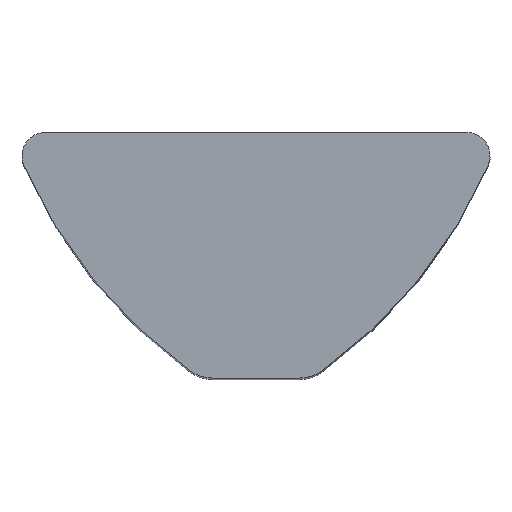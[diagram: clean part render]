
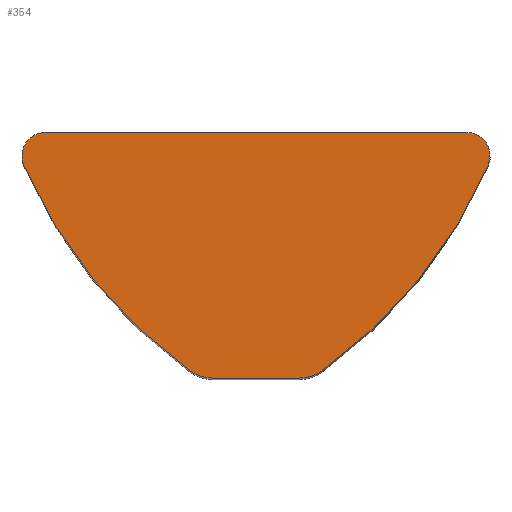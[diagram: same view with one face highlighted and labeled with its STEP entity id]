
A CAD part, top view. The second image highlights one B-rep face of the part: STEP entity #354.
In plain terms, the highlighted planar face has unit normal (0, 0, 1).
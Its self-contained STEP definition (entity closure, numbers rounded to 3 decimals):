
#1 = CARTESIAN_POINT ( 'NONE',  ( -3.828, 2.83, 15. ) ) ;
#4 = EDGE_CURVE ( 'NONE', #306, #265, #185, .T. ) ;
#14 = DIRECTION ( 'NONE',  ( -1., 0., 0. ) ) ;
#16 = PLANE ( 'NONE',  #340 ) ;
#27 = CARTESIAN_POINT ( 'NONE',  ( 3.828, 2.83, 15. ) ) ;
#32 = EDGE_CURVE ( 'NONE', #195, #306, #128, .T. ) ;
#33 = VERTEX_POINT ( 'NONE', #172 ) ;
#35 = DIRECTION ( 'NONE',  ( 0., 0., 1. ) ) ;
#55 = ORIENTED_EDGE ( 'NONE', *, *, #99, .T. ) ;
#56 = CARTESIAN_POINT ( 'NONE',  ( -3.6, -0.4, 15. ) ) ;
#57 = DIRECTION ( 'NONE',  ( 1., 0., 0. ) ) ;
#68 = CARTESIAN_POINT ( 'NONE',  ( 0.73, -4.2, 15. ) ) ;
#72 = AXIS2_PLACEMENT_3D ( 'NONE', #27, #166, #326 ) ;
#79 = CIRCLE ( 'NONE', #257, 0.7 ) ;
#88 = VERTEX_POINT ( 'NONE', #68 ) ;
#90 = DIRECTION ( 'NONE',  ( 1., 0., 0. ) ) ;
#99 = EDGE_CURVE ( 'NONE', #33, #202, #315, .T. ) ;
#103 = VECTOR ( 'NONE', #144, 1000. ) ;
#120 = CARTESIAN_POINT ( 'NONE',  ( 3.6, 0., 15. ) ) ;
#122 = ORIENTED_EDGE ( 'NONE', *, *, #332, .T. ) ;
#123 = CARTESIAN_POINT ( 'NONE',  ( -3.967, -0.559, 15. ) ) ;
#128 = LINE ( 'NONE', #163, #103 ) ;
#134 = DIRECTION ( 'NONE',  ( -1., 0., 0. ) ) ;
#143 = VERTEX_POINT ( 'NONE', #123 ) ;
#144 = DIRECTION ( 'NONE',  ( -1., 0., 0. ) ) ;
#146 = AXIS2_PLACEMENT_3D ( 'NONE', #222, #173, #164 ) ;
#152 = CARTESIAN_POINT ( 'NONE',  ( 0.95, -4.2, 15. ) ) ;
#155 = ORIENTED_EDGE ( 'NONE', *, *, #32, .T. ) ;
#156 = DIRECTION ( 'NONE',  ( 0., 0., 1. ) ) ;
#158 = CARTESIAN_POINT ( 'NONE',  ( -0.73, -3.5, 15. ) ) ;
#160 = FACE_OUTER_BOUND ( 'NONE', #379, .T. ) ;
#162 = AXIS2_PLACEMENT_3D ( 'NONE', #371, #35, #14 ) ;
#163 = CARTESIAN_POINT ( 'NONE',  ( -3.6, 0., 15. ) ) ;
#164 = DIRECTION ( 'NONE',  ( 1., 0., 0. ) ) ;
#165 = VERTEX_POINT ( 'NONE', #362 ) ;
#166 = DIRECTION ( 'NONE',  ( 0., 0., 1. ) ) ;
#172 = CARTESIAN_POINT ( 'NONE',  ( 1.139, -4.068, 15. ) ) ;
#173 = DIRECTION ( 'NONE',  ( 0., 0., 1. ) ) ;
#185 = CIRCLE ( 'NONE', #146, 0.4 ) ;
#186 = CARTESIAN_POINT ( 'NONE',  ( -3.6, -0.4, 15. ) ) ;
#188 = DIRECTION ( 'NONE',  ( 1., 0., 0. ) ) ;
#190 = AXIS2_PLACEMENT_3D ( 'NONE', #1, #248, #134 ) ;
#195 = VERTEX_POINT ( 'NONE', #120 ) ;
#202 = VERTEX_POINT ( 'NONE', #360 ) ;
#204 = EDGE_CURVE ( 'NONE', #143, #165, #236, .T. ) ;
#219 = ORIENTED_EDGE ( 'NONE', *, *, #270, .T. ) ;
#222 = CARTESIAN_POINT ( 'NONE',  ( -3.6, -0.4, 15. ) ) ;
#224 = VERTEX_POINT ( 'NONE', #350 ) ;
#236 = CIRCLE ( 'NONE', #72, 8.5 ) ;
#239 = ORIENTED_EDGE ( 'NONE', *, *, #204, .T. ) ;
#241 = DIRECTION ( 'NONE',  ( 0., 0., 1. ) ) ;
#242 = CIRCLE ( 'NONE', #325, 0.7 ) ;
#248 = DIRECTION ( 'NONE',  ( 0., 0., 1. ) ) ;
#257 = AXIS2_PLACEMENT_3D ( 'NONE', #316, #156, #344 ) ;
#259 = CARTESIAN_POINT ( 'NONE',  ( -4., -0.4, 15. ) ) ;
#265 = VERTEX_POINT ( 'NONE', #259 ) ;
#269 = DIRECTION ( 'NONE',  ( 0., 0., 1. ) ) ;
#270 = EDGE_CURVE ( 'NONE', #202, #195, #323, .T. ) ;
#277 = AXIS2_PLACEMENT_3D ( 'NONE', #56, #269, #90 ) ;
#281 = EDGE_CURVE ( 'NONE', #224, #88, #378, .T. ) ;
#282 = ORIENTED_EDGE ( 'NONE', *, *, #4, .T. ) ;
#286 = ORIENTED_EDGE ( 'NONE', *, *, #281, .T. ) ;
#303 = CIRCLE ( 'NONE', #277, 0.4 ) ;
#306 = VERTEX_POINT ( 'NONE', #343 ) ;
#309 = VECTOR ( 'NONE', #342, 1000. ) ;
#315 = CIRCLE ( 'NONE', #190, 8.5 ) ;
#316 = CARTESIAN_POINT ( 'NONE',  ( 0.73, -3.5, 15. ) ) ;
#317 = EDGE_CURVE ( 'NONE', #265, #143, #303, .T. ) ;
#323 = CIRCLE ( 'NONE', #162, 0.4 ) ;
#325 = AXIS2_PLACEMENT_3D ( 'NONE', #158, #346, #188 ) ;
#326 = DIRECTION ( 'NONE',  ( 1., 0., 0. ) ) ;
#332 = EDGE_CURVE ( 'NONE', #88, #33, #79, .T. ) ;
#340 = AXIS2_PLACEMENT_3D ( 'NONE', #186, #241, #57 ) ;
#342 = DIRECTION ( 'NONE',  ( 1., 0., 0. ) ) ;
#343 = CARTESIAN_POINT ( 'NONE',  ( -3.6, 0., 15. ) ) ;
#344 = DIRECTION ( 'NONE',  ( 1., 0., 0. ) ) ;
#346 = DIRECTION ( 'NONE',  ( 0., 0., 1. ) ) ;
#348 = ORIENTED_EDGE ( 'NONE', *, *, #317, .T. ) ;
#350 = CARTESIAN_POINT ( 'NONE',  ( -0.73, -4.2, 15. ) ) ;
#354 = ADVANCED_FACE ( 'NONE', ( #160 ), #16, .T. ) ;
#360 = CARTESIAN_POINT ( 'NONE',  ( 3.967, -0.559, 15. ) ) ;
#362 = CARTESIAN_POINT ( 'NONE',  ( -1.139, -4.068, 15. ) ) ;
#363 = ORIENTED_EDGE ( 'NONE', *, *, #368, .T. ) ;
#368 = EDGE_CURVE ( 'NONE', #165, #224, #242, .T. ) ;
#371 = CARTESIAN_POINT ( 'NONE',  ( 3.6, -0.4, 15. ) ) ;
#378 = LINE ( 'NONE', #152, #309 ) ;
#379 = EDGE_LOOP ( 'NONE', ( #239, #363, #286, #122, #55, #219, #155, #282, #348 ) ) ;
